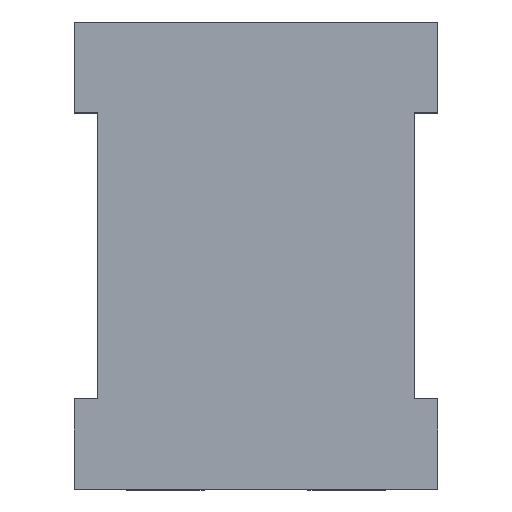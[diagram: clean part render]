
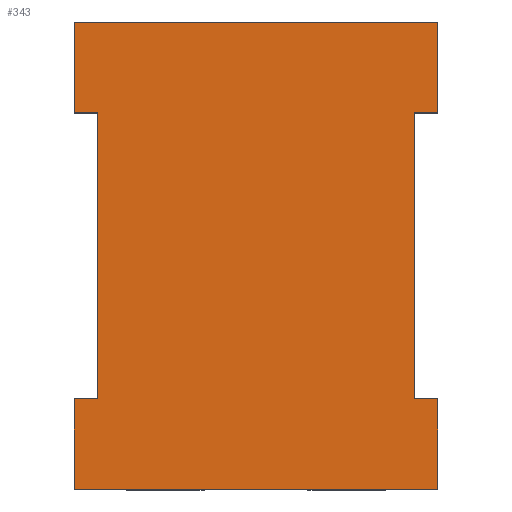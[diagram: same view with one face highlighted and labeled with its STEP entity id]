
A CAD part, top view. The second image highlights one B-rep face of the part: STEP entity #343.
In plain terms, the highlighted planar face has unit normal (0, 0, 1).
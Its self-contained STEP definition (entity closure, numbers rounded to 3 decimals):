
#51 = VERTEX_POINT ( 'NONE', #927 ) ;
#54 = EDGE_CURVE ( 'NONE', #992, #2026, #1020, .T. ) ;
#71 = DIRECTION ( 'NONE',  ( 0., -1., 0. ) ) ;
#78 = LINE ( 'NONE', #980, #654 ) ;
#90 = CARTESIAN_POINT ( 'NONE',  ( 0., -2.75, 1.65 ) ) ;
#92 = VECTOR ( 'NONE', #425, 1000. ) ;
#97 = VERTEX_POINT ( 'NONE', #957 ) ;
#103 = ORIENTED_EDGE ( 'NONE', *, *, #54, .T. ) ;
#141 = DIRECTION ( 'NONE',  ( 1., 0., 0. ) ) ;
#183 = DIRECTION ( 'NONE',  ( 0., 0., -1. ) ) ;
#189 = CARTESIAN_POINT ( 'NONE',  ( 0., 0., 1.65 ) ) ;
#200 = CARTESIAN_POINT ( 'NONE',  ( 0., 4.5, 1.65 ) ) ;
#214 = CARTESIAN_POINT ( 'NONE',  ( 0., 2.75, 1.65 ) ) ;
#242 = ORIENTED_EDGE ( 'NONE', *, *, #1535, .T. ) ;
#337 = EDGE_CURVE ( 'NONE', #51, #992, #1501, .T. ) ;
#343 = ADVANCED_FACE ( 'NONE', ( #1575 ), #572, .F. ) ;
#346 = DIRECTION ( 'NONE',  ( 0., 1., 0. ) ) ;
#417 = EDGE_LOOP ( 'NONE', ( #103, #1422, #1669, #1231, #1640, #242, #1170, #1169, #1276, #1632, #1086, #889 ) ) ;
#423 = VERTEX_POINT ( 'NONE', #1565 ) ;
#425 = DIRECTION ( 'NONE',  ( 1., 0., 0. ) ) ;
#447 = VECTOR ( 'NONE', #1755, 1000. ) ;
#454 = EDGE_CURVE ( 'NONE', #1784, #498, #1605, .T. ) ;
#465 = CARTESIAN_POINT ( 'NONE',  ( 0., -4.5, 1.65 ) ) ;
#496 = VERTEX_POINT ( 'NONE', #1457 ) ;
#498 = VERTEX_POINT ( 'NONE', #214 ) ;
#508 = LINE ( 'NONE', #807, #612 ) ;
#570 = CARTESIAN_POINT ( 'NONE',  ( -6.1, 4.5, 1.65 ) ) ;
#572 = PLANE ( 'NONE',  #1415 ) ;
#612 = VECTOR ( 'NONE', #744, 1000. ) ;
#628 = LINE ( 'NONE', #667, #756 ) ;
#629 = DIRECTION ( 'NONE',  ( -1., 0., 0. ) ) ;
#654 = VECTOR ( 'NONE', #629, 1000. ) ;
#667 = CARTESIAN_POINT ( 'NONE',  ( -6.1, -2.75, 1.65 ) ) ;
#744 = DIRECTION ( 'NONE',  ( 0., 1., 0. ) ) ;
#756 = VECTOR ( 'NONE', #1449, 1000. ) ;
#807 = CARTESIAN_POINT ( 'NONE',  ( -6.55, 2.75, 1.65 ) ) ;
#817 = CARTESIAN_POINT ( 'NONE',  ( 0., 2.75, 1.65 ) ) ;
#889 = ORIENTED_EDGE ( 'NONE', *, *, #337, .T. ) ;
#927 = CARTESIAN_POINT ( 'NONE',  ( -6.55, -2.75, 1.65 ) ) ;
#945 = CARTESIAN_POINT ( 'NONE',  ( 0.45, -4.5, 1.65 ) ) ;
#957 = CARTESIAN_POINT ( 'NONE',  ( 0.45, 2.75, 1.65 ) ) ;
#980 = CARTESIAN_POINT ( 'NONE',  ( 0., 4.5, 1.65 ) ) ;
#992 = VERTEX_POINT ( 'NONE', #1879 ) ;
#1015 = LINE ( 'NONE', #570, #1854 ) ;
#1016 = EDGE_CURVE ( 'NONE', #498, #97, #1589, .T. ) ;
#1020 = LINE ( 'NONE', #465, #92 ) ;
#1021 = VERTEX_POINT ( 'NONE', #1928 ) ;
#1031 = EDGE_CURVE ( 'NONE', #496, #51, #628, .T. ) ;
#1058 = EDGE_CURVE ( 'NONE', #1689, #1021, #78, .T. ) ;
#1086 = ORIENTED_EDGE ( 'NONE', *, *, #1031, .T. ) ;
#1093 = EDGE_CURVE ( 'NONE', #423, #2026, #1489, .T. ) ;
#1169 = ORIENTED_EDGE ( 'NONE', *, *, #1621, .F. ) ;
#1170 = ORIENTED_EDGE ( 'NONE', *, *, #1058, .T. ) ;
#1191 = CARTESIAN_POINT ( 'NONE',  ( -6.1, 2.75, 1.65 ) ) ;
#1202 = VECTOR ( 'NONE', #141, 1000. ) ;
#1213 = VERTEX_POINT ( 'NONE', #1395 ) ;
#1231 = ORIENTED_EDGE ( 'NONE', *, *, #454, .T. ) ;
#1276 = ORIENTED_EDGE ( 'NONE', *, *, #1690, .T. ) ;
#1282 = DIRECTION ( 'NONE',  ( 1., 0., 0. ) ) ;
#1293 = VECTOR ( 'NONE', #346, 1000. ) ;
#1315 = EDGE_CURVE ( 'NONE', #1213, #496, #1015, .T. ) ;
#1339 = DIRECTION ( 'NONE',  ( -1., 0., 0. ) ) ;
#1362 = EDGE_CURVE ( 'NONE', #423, #1784, #1807, .T. ) ;
#1395 = CARTESIAN_POINT ( 'NONE',  ( -6.1, 2.75, 1.65 ) ) ;
#1415 = AXIS2_PLACEMENT_3D ( 'NONE', #189, #183, #1496 ) ;
#1422 = ORIENTED_EDGE ( 'NONE', *, *, #1093, .F. ) ;
#1449 = DIRECTION ( 'NONE',  ( -1., 0., 0. ) ) ;
#1457 = CARTESIAN_POINT ( 'NONE',  ( -6.1, -2.75, 1.65 ) ) ;
#1462 = VECTOR ( 'NONE', #1282, 1000. ) ;
#1489 = LINE ( 'NONE', #1714, #447 ) ;
#1496 = DIRECTION ( 'NONE',  ( -1., 0., 0. ) ) ;
#1500 = LINE ( 'NONE', #1862, #1881 ) ;
#1501 = LINE ( 'NONE', #1741, #1526 ) ;
#1507 = CARTESIAN_POINT ( 'NONE',  ( 0., -2.75, 1.65 ) ) ;
#1526 = VECTOR ( 'NONE', #71, 1000. ) ;
#1535 = EDGE_CURVE ( 'NONE', #97, #1689, #1500, .T. ) ;
#1565 = CARTESIAN_POINT ( 'NONE',  ( 0.45, -2.75, 1.65 ) ) ;
#1575 = FACE_OUTER_BOUND ( 'NONE', #417, .T. ) ;
#1589 = LINE ( 'NONE', #817, #1462 ) ;
#1605 = LINE ( 'NONE', #200, #1293 ) ;
#1621 = EDGE_CURVE ( 'NONE', #1712, #1021, #508, .T. ) ;
#1627 = LINE ( 'NONE', #1191, #1202 ) ;
#1630 = CARTESIAN_POINT ( 'NONE',  ( -6.55, 2.75, 1.65 ) ) ;
#1632 = ORIENTED_EDGE ( 'NONE', *, *, #1315, .T. ) ;
#1640 = ORIENTED_EDGE ( 'NONE', *, *, #1016, .T. ) ;
#1669 = ORIENTED_EDGE ( 'NONE', *, *, #1362, .T. ) ;
#1681 = DIRECTION ( 'NONE',  ( 0., -1., 0. ) ) ;
#1689 = VERTEX_POINT ( 'NONE', #1841 ) ;
#1690 = EDGE_CURVE ( 'NONE', #1712, #1213, #1627, .T. ) ;
#1712 = VERTEX_POINT ( 'NONE', #1630 ) ;
#1714 = CARTESIAN_POINT ( 'NONE',  ( 0.45, -2.75, 1.65 ) ) ;
#1741 = CARTESIAN_POINT ( 'NONE',  ( -6.55, -2.75, 1.65 ) ) ;
#1749 = VECTOR ( 'NONE', #1339, 1000. ) ;
#1755 = DIRECTION ( 'NONE',  ( 0., -1., 0. ) ) ;
#1770 = DIRECTION ( 'NONE',  ( 0., 1., 0. ) ) ;
#1784 = VERTEX_POINT ( 'NONE', #1507 ) ;
#1807 = LINE ( 'NONE', #90, #1749 ) ;
#1841 = CARTESIAN_POINT ( 'NONE',  ( 0.45, 4.5, 1.65 ) ) ;
#1854 = VECTOR ( 'NONE', #1681, 1000. ) ;
#1862 = CARTESIAN_POINT ( 'NONE',  ( 0.45, 2.75, 1.65 ) ) ;
#1879 = CARTESIAN_POINT ( 'NONE',  ( -6.55, -4.5, 1.65 ) ) ;
#1881 = VECTOR ( 'NONE', #1770, 1000. ) ;
#1928 = CARTESIAN_POINT ( 'NONE',  ( -6.55, 4.5, 1.65 ) ) ;
#2026 = VERTEX_POINT ( 'NONE', #945 ) ;
